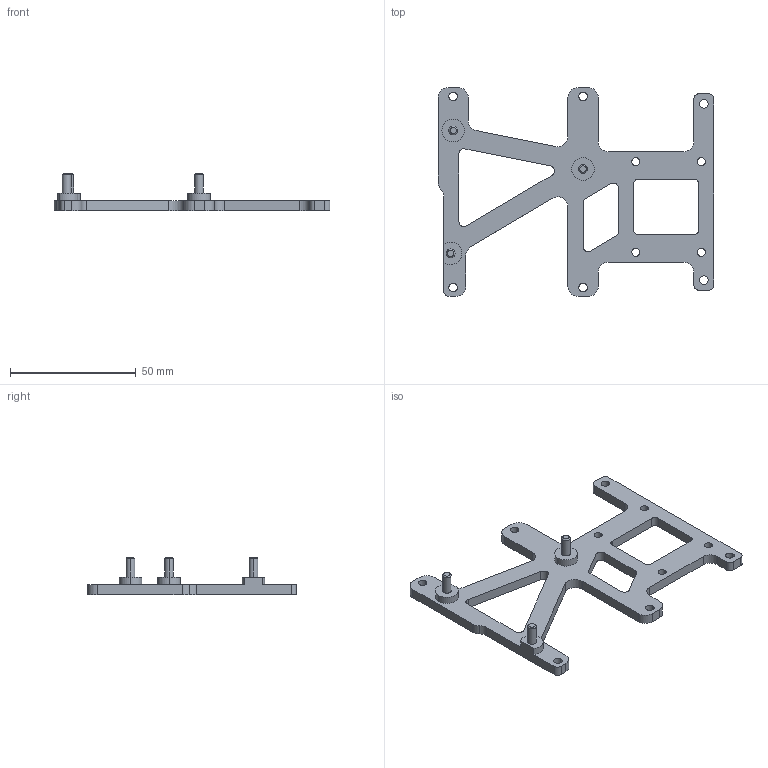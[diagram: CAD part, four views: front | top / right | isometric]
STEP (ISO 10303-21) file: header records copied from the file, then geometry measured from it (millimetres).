
FILE_DESCRIPTION(('CATIA V6 STEP','CAx-IF Rec.Pracs.--- Model Styling and Organization---1.5--- 2016-08-15','CAx-IF Rec.Pracs.---Supplemental Geometry---1.0---2011-11-01','CAx-IF Rec.Pracs.---Representation and Presentation of Product Manufacturing Information (PMI)---4.0---2014-10-13','CAx-IF Rec.Pracs.--- Composite Materials ---3.4---2017-06-13','CAx-IF Rec.Pracs.---Tessellated 3D Geometry---1.0---2015-12-17'),'2;1');
FILE_NAME('SDR_PCB_BASE_LONG_PINS.stp','2024-02-22T15:17:03+00:00',('none'),('none'),'3DEXPERIENCE Platform3DEXPERIENCE R2021x HotFix 20','3DEXPERIENCE Platform STEP AP242 v2','none');
FILE_SCHEMA(('AP242_MANAGED_MODEL_BASED_3D_ENGINEERING_MIM_LF {1 0 10303 442 1 1 4}'));
Length unit declared in the file: millimetre
Products named in the file (1): NEW_1_3D Shape01028517
Bounding box: 109.62 x 83.01 x 15 mm (x, y, z)
Volume: 15983.6 mm3; surface area: 11745.8 mm2
Topology: 1 solids, 1 shells, 112 faces, 309 edges, 208 vertices
Faces by surface type: cylinder 64, plane 42, cone 6
Entity records: 3449 total; most frequent: ORIENTED_EDGE 618, CARTESIAN_POINT 604, DIRECTION 481, EDGE_CURVE 309, AXIS2_PLACEMENT_3D 221, VERTEX_POINT 204, VECTOR 175, LINE 175
